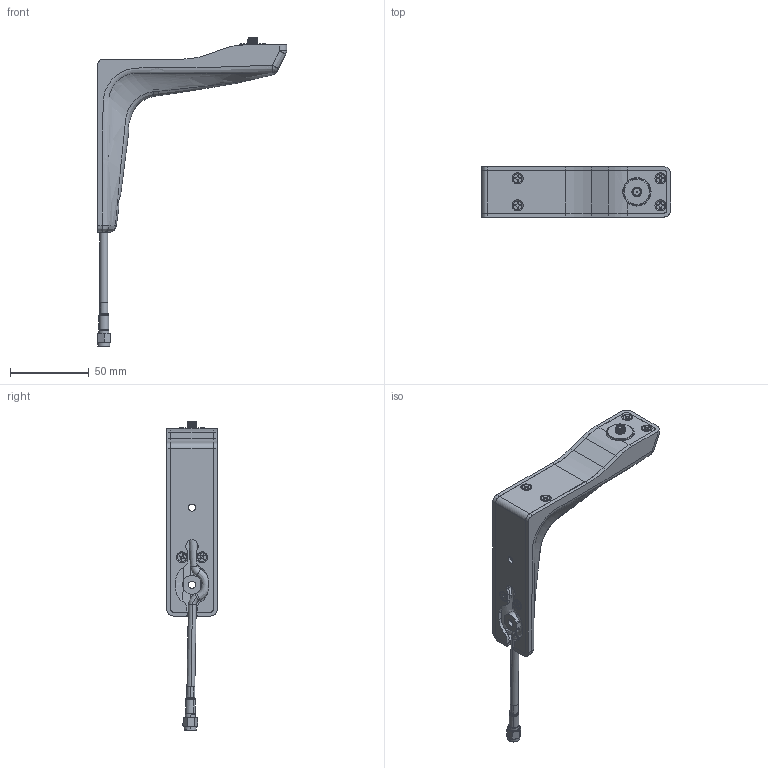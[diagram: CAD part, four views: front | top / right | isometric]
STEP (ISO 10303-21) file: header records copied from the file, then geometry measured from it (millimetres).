
FILE_DESCRIPTION (( 'STEP AP214' ), '1' );
FILE_NAME ('WMB.A.SMA.F.305111_Web.STEP', '2024-10-14T05:35:53', ( '' ), ( '' ), 'SwSTEP 2.0', 'SolidWorks 2022', '' );
FILE_SCHEMA (( 'AUTOMOTIVE_DESIGN' ));
Length unit declared in the file: millimetre
Products named in the file (1): WMB.A.SMA.F.305111_Web
Bounding box: 120.26 x 32 x 196.18 mm (x, y, z)
Surface area: 33749 mm2 (no closed solid volume)
Topology: 0 solids, 22 shells, 451 faces, 1468 edges, 1028 vertices
Faces by surface type: plane 178, cylinder 111, cone 76, bspline 70, torus 16
Entity records: 270550 total; most frequent: CARTESIAN_POINT 253802, ORIENTED_EDGE 2517, DIRECTION 2159, EDGE_CURVE 1468, VERTEX_POINT 1028, AXIS2_PLACEMENT_3D 749, VECTOR 661, LINE 661
